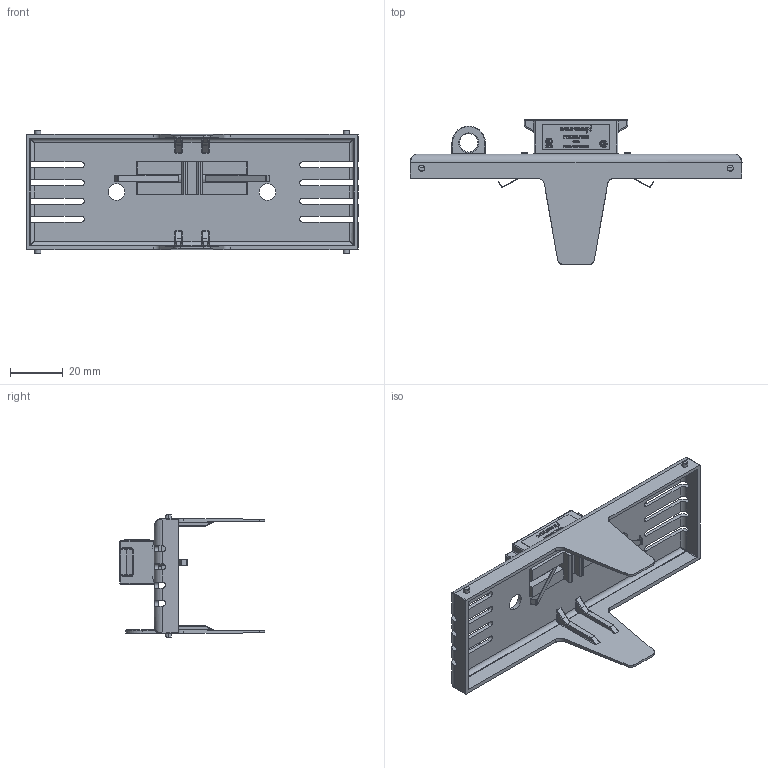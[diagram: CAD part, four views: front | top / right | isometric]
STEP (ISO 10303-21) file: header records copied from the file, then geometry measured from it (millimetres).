
FILE_DESCRIPTION (( 'STEP AP214' ), '1' );
FILE_NAME ('OUT-360390-I.STEP', '2024-04-09T12:46:12', ( '' ), ( '' ), 'SwSTEP 2.0', 'SolidWorks 2021', '' );
FILE_SCHEMA (( 'AUTOMOTIVE_DESIGN' ));
Length unit declared in the file: inch
Products named in the file (7): 1203188_FBC60J100I; 1203656; 330839; 330446_-004; 1203190; OUT-360390-I; 330835
Assembly tree (6 placements, depth 2):
  OUT-360390-I
    330839
    330835
    330446_-004
    1203190
    1203188_FBC60J100I
    1203656
Bounding box: 125.75 x 55.14 x 46.73 mm (x, y, z)
Volume: 17427 mm3; surface area: 24681.9 mm2
Topology: 6 solids, 6 shells, 2476 faces, 6581 edges, 4294 vertices
Faces by surface type: plane 1338, bspline 855, cylinder 229, torus 30, sphere 24
Entity records: 119696 total; most frequent: CARTESIAN_POINT 61233, ORIENTED_EDGE 13118, DIRECTION 8397, EDGE_CURVE 6559, VECTOR 4309, LINE 4309, VERTEX_POINT 4294, EDGE_LOOP 2701
